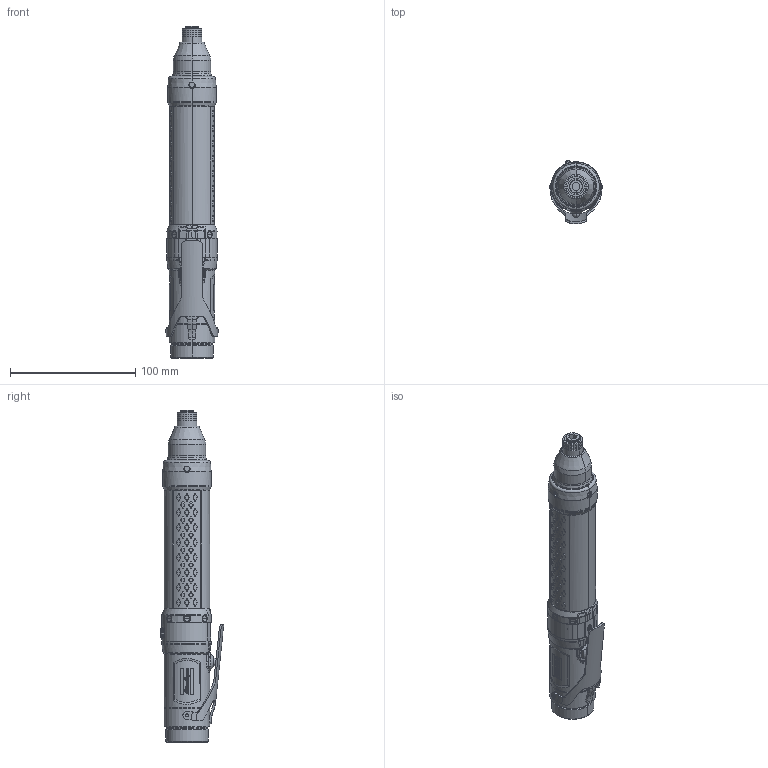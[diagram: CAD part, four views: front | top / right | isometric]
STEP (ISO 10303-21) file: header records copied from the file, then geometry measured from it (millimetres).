
FILE_DESCRIPTION((''),'2;1');
FILE_NAME('8436022104_DIM_ASM','2018-07-27T',('Toocsr'),(''),'CREO PARAMETRIC BY PTC INC, 2016260','CREO PARAMETRIC BY PTC INC, 2016260','');
FILE_SCHEMA(('CONFIG_CONTROL_DESIGN','GEOMETRIC_VALIDATION_PROPERTIES_MIM'));
Length unit declared in the file: millimetre
Products named in the file (31): 4220394770_AF2; 4220394712_TPE_AF1; 4220394772_AF1_ASM; 4220394701_AF1; 4220394780_ASM; 4220408701; 4220394781_ASM; 4220393101; 4220502212; 4224211301_ASM; 4220393100; 4220502203; 4220404081_SPEC1_ASM; 4220438701; 4220438780_ASM; 4220438705_FOLDED; 4224230501_ASM; 4220241501; 4220317480_ASM; 4210232600; 4210232700; 4220396703; 4224226400_ASM; 4220396700; 4220393528; 4220393522; 4220393583_ASM; 4220436606; 4220257200; 4220436686_ASM; 8436022104_DIM_ASM
Assembly tree (40 placements, depth 6):
  8436022104_DIM_ASM
    4224230501_ASM
      4220394781_ASM
        4220394780_ASM
          4220394772_AF1_ASM
            4220394770_AF2
            4220394712_TPE_AF1
          4220394701_AF1
        4220408701  x6
      4224211301_ASM
        4220393101
        4220502212  x2
      4220393100
      4220404081_SPEC1_ASM
        4220502203  x4
      4220438780_ASM
        4220438701
      4220438705_FOLDED
    4224226400_ASM
      4220317480_ASM
        4220241501
      4210232600
      4210232700
      4220396703
    4220396700
    4220393583_ASM
      4220393528
      4220393522
    4220436686_ASM
      4220436606
      4220257200  x2
Bounding box: 42.25 x 50.68 x 265.35 mm (x, y, z)
Volume: 109644.8 mm3; surface area: 124330.7 mm2
Topology: 30 solids, 31 shells, 4308 faces, 10869 edges, 6788 vertices
Faces by surface type: bspline 1551, plane 1214, cylinder 863, cone 336, torus 275, sphere 57, extrusion 12
Entity records: 245772 total; most frequent: CARTESIAN_POINT 121880, ORIENTED_EDGE 18350, DIRECTION 12582, PRESENTATION_STYLE_ASSIGNMENT 10972, STYLED_ITEM 10343, EDGE_CURVE 9179, CURVE_STYLE 8902, VERTEX_POINT 5764
